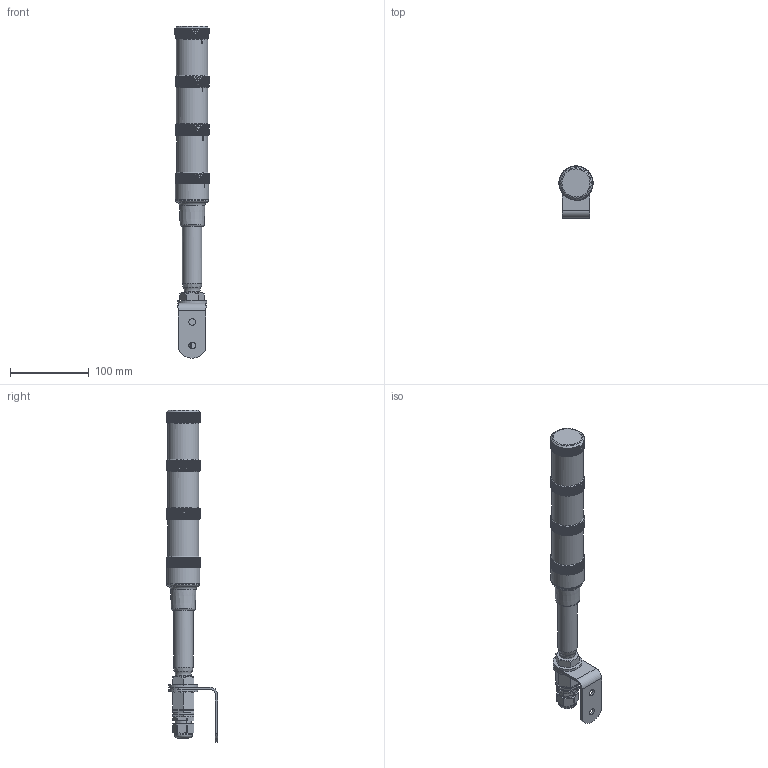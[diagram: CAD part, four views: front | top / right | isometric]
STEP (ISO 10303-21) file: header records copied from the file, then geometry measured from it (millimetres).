
FILE_DESCRIPTION(/* description */ (''),/* implementation_level */ '2;1');
FILE_NAME(/* name */ 'XSW XSS 3_XLL.stp',/* time_stamp */ '2015-10-15T15:25:55+02:00',/* author */ (''),/* organization */ (''),/* preprocessor_version */ 'ST-DEVELOPER v11',/* originating_system */ 'SIEMENS PLM Software NX 7.5',/* authorisation */ '');
FILE_SCHEMA (('AUTOMOTIVE_DESIGN { 1 0 10303 214 1 1 1 1 }'));
Products named in the file (1): m.ne88528wcf
Bounding box: 43.52 x 65.77 x 422.73 mm (x, y, z)
Volume: 451489.4 mm3; surface area: 91429.4 mm2
Topology: 11 solids, 12 shells, 3443 faces, 8472 edges, 5009 vertices
Faces by surface type: plane 1534, cylinder 826, torus 538, cone 298, bspline 128, sphere 119
Full cylindrical faces by diameter (mm): 8.5 x2, 17.3 x2, 19.8 x16, 21.2 x1, 21.5 x1, 22 x1, 22.8 x1, 24.8 x2, 26.5 x2, 35.2 x3, 36.6 x1, 36.8 x1, 37.311 x3, 37.6 x4, 40 x4, 41.95 x3, 42.5 x2
Entity records: 113130 total; most frequent: CARTESIAN_POINT 37126, ORIENTED_EDGE 16374, DIRECTION 15263, EDGE_CURVE 8187, AXIS2_PLACEMENT_3D 6192, VERTEX_POINT 4916, EDGE_LOOP 3577, ADVANCED_FACE 3427
